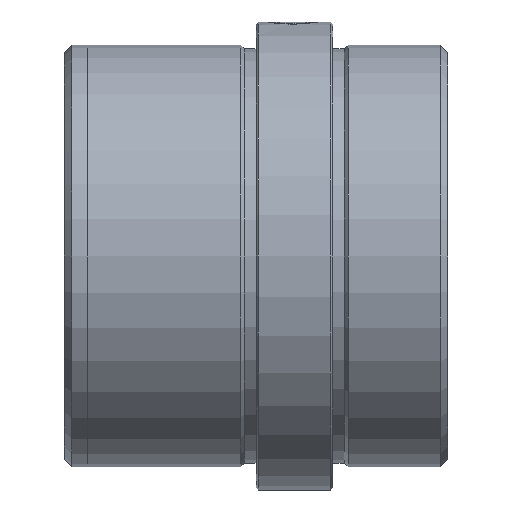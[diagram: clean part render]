
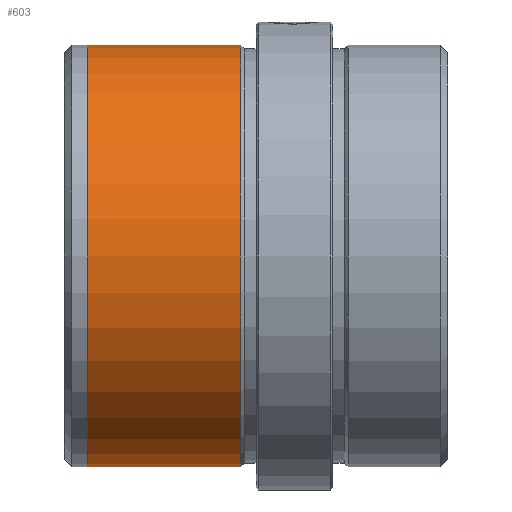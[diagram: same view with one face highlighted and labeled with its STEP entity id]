
A CAD part, left-side view. The second image highlights one B-rep face of the part: STEP entity #603.
In plain terms, the highlighted cylindrical face has radius 27.5 mm (diameter 55 mm), a partial arc.
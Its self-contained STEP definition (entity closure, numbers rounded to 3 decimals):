
#35 = CARTESIAN_POINT ( 'NONE',  ( 0., 47., 27.5 ) ) ;
#45 = DIRECTION ( 'NONE',  ( 0., -1., 0. ) ) ;
#46 = DIRECTION ( 'NONE',  ( 0., 0., -1. ) ) ;
#47 = CARTESIAN_POINT ( 'NONE',  ( 0., 0., 0. ) ) ;
#216 = CYLINDRICAL_SURFACE ( 'NONE', #1604, 27.5 ) ;
#233 = CARTESIAN_POINT ( 'NONE',  ( 0., 27., 0. ) ) ;
#279 = FACE_OUTER_BOUND ( 'NONE', #1328, .T. ) ;
#322 = EDGE_CURVE ( 'NONE', #2112, #1465, #673, .T. ) ;
#380 = ORIENTED_EDGE ( 'NONE', *, *, #322, .F. ) ;
#397 = DIRECTION ( 'NONE',  ( 0., 0., -1. ) ) ;
#493 = AXIS2_PLACEMENT_3D ( 'NONE', #2013, #1042, #46 ) ;
#495 = DIRECTION ( 'NONE',  ( 0., -1., 0. ) ) ;
#603 = ADVANCED_FACE ( 'NONE', ( #279 ), #216, .T. ) ;
#646 = EDGE_CURVE ( 'NONE', #1465, #815, #1530, .T. ) ;
#673 = LINE ( 'NONE', #871, #1944 ) ;
#798 = ORIENTED_EDGE ( 'NONE', *, *, #646, .F. ) ;
#815 = VERTEX_POINT ( 'NONE', #1934 ) ;
#871 = CARTESIAN_POINT ( 'NONE',  ( 0., 0., 27.5 ) ) ;
#1042 = DIRECTION ( 'NONE',  ( 0., -1., 0. ) ) ;
#1121 = EDGE_CURVE ( 'NONE', #1385, #815, #1630, .T. ) ;
#1328 = EDGE_LOOP ( 'NONE', ( #380, #1957, #1982, #798 ) ) ;
#1373 = AXIS2_PLACEMENT_3D ( 'NONE', #233, #1391, #397 ) ;
#1385 = VERTEX_POINT ( 'NONE', #1676 ) ;
#1386 = CARTESIAN_POINT ( 'NONE',  ( 0., 27., 27.5 ) ) ;
#1391 = DIRECTION ( 'NONE',  ( 0., -1., 0. ) ) ;
#1465 = VERTEX_POINT ( 'NONE', #1386 ) ;
#1489 = CIRCLE ( 'NONE', #493, 27.5 ) ;
#1524 = VECTOR ( 'NONE', #495, 1000. ) ;
#1530 = CIRCLE ( 'NONE', #1373, 27.5 ) ;
#1541 = DIRECTION ( 'NONE',  ( 0., 0., -1. ) ) ;
#1604 = AXIS2_PLACEMENT_3D ( 'NONE', #47, #1701, #1541 ) ;
#1630 = LINE ( 'NONE', #1964, #1524 ) ;
#1676 = CARTESIAN_POINT ( 'NONE',  ( 0., 47., -27.5 ) ) ;
#1701 = DIRECTION ( 'NONE',  ( 0., -1., 0. ) ) ;
#1880 = EDGE_CURVE ( 'NONE', #2112, #1385, #1489, .T. ) ;
#1934 = CARTESIAN_POINT ( 'NONE',  ( 0., 27., -27.5 ) ) ;
#1944 = VECTOR ( 'NONE', #45, 1000. ) ;
#1957 = ORIENTED_EDGE ( 'NONE', *, *, #1880, .T. ) ;
#1964 = CARTESIAN_POINT ( 'NONE',  ( 0., 0., -27.5 ) ) ;
#1982 = ORIENTED_EDGE ( 'NONE', *, *, #1121, .T. ) ;
#2013 = CARTESIAN_POINT ( 'NONE',  ( 0., 47., 0. ) ) ;
#2112 = VERTEX_POINT ( 'NONE', #35 ) ;
